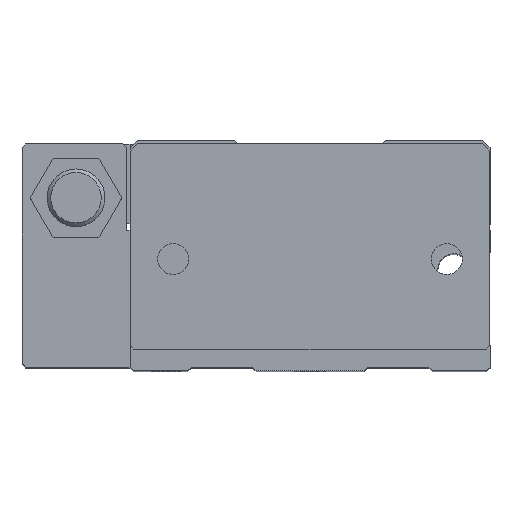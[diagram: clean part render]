
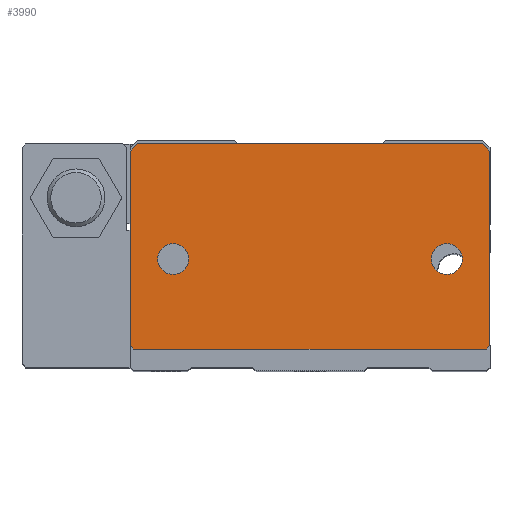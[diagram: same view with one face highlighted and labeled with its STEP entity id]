
A CAD part, top view. The second image highlights one B-rep face of the part: STEP entity #3990.
In plain terms, the highlighted planar face has unit normal (0, 0, 1).
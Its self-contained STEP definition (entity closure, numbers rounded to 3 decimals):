
#86=FACE_BOUND('',#541,.T.);
#87=FACE_BOUND('',#542,.T.);
#142=CIRCLE('',#4265,2.15);
#143=CIRCLE('',#4266,2.15);
#144=CIRCLE('',#4268,2.15);
#145=CIRCLE('',#4269,2.15);
#311=FACE_OUTER_BOUND('',#540,.T.);
#540=EDGE_LOOP('',(#2984,#2985,#2986,#2987,#2988,#2989,#2990,#2991,#2992,
#2993,#2994,#2995,#2996,#2997));
#541=EDGE_LOOP('',(#2998,#2999));
#542=EDGE_LOOP('',(#3000,#3001));
#830=LINE('',#5986,#1279);
#833=LINE('',#5991,#1282);
#836=LINE('',#5998,#1285);
#840=LINE('',#6009,#1289);
#841=LINE('',#6012,#1290);
#846=LINE('',#6021,#1295);
#847=LINE('',#6025,#1296);
#853=LINE('',#6048,#1302);
#870=LINE('',#6110,#1319);
#873=LINE('',#6116,#1322);
#875=LINE('',#6119,#1324);
#876=LINE('',#6123,#1325);
#879=LINE('',#6127,#1328);
#880=LINE('',#6129,#1329);
#1279=VECTOR('',#4785,1000.);
#1282=VECTOR('',#4790,1000.);
#1285=VECTOR('',#4795,1000.);
#1289=VECTOR('',#4807,1000.);
#1290=VECTOR('',#4810,1000.);
#1295=VECTOR('',#4819,1000.);
#1296=VECTOR('',#4824,1000.);
#1302=VECTOR('',#4852,1000.);
#1319=VECTOR('',#4929,1000.);
#1322=VECTOR('',#4934,1000.);
#1324=VECTOR('',#4938,1000.);
#1325=VECTOR('',#4941,1000.);
#1328=VECTOR('',#4946,1000.);
#1329=VECTOR('',#4949,1000.);
#1719=VERTEX_POINT('',#5983);
#1720=VERTEX_POINT('',#5985);
#1721=VERTEX_POINT('',#5989);
#1723=VERTEX_POINT('',#5995);
#1724=VERTEX_POINT('',#5997);
#1727=VERTEX_POINT('',#6007);
#1728=VERTEX_POINT('',#6011);
#1730=VERTEX_POINT('',#6019);
#1731=VERTEX_POINT('',#6024);
#1734=VERTEX_POINT('',#6036);
#1735=VERTEX_POINT('',#6038);
#1736=VERTEX_POINT('',#6042);
#1737=VERTEX_POINT('',#6044);
#1752=VERTEX_POINT('',#6109);
#1753=VERTEX_POINT('',#6113);
#1754=VERTEX_POINT('',#6115);
#1755=VERTEX_POINT('',#6121);
#1756=VERTEX_POINT('',#6122);
#2151=EDGE_CURVE('',#1719,#1720,#830,.T.);
#2154=EDGE_CURVE('',#1720,#1721,#833,.T.);
#2157=EDGE_CURVE('',#1723,#1724,#836,.T.);
#2163=EDGE_CURVE('',#1719,#1727,#840,.T.);
#2164=EDGE_CURVE('',#1727,#1728,#841,.T.);
#2169=EDGE_CURVE('',#1724,#1730,#846,.T.);
#2170=EDGE_CURVE('',#1731,#1730,#847,.T.);
#2177=EDGE_CURVE('',#1734,#1735,#142,.T.);
#2178=EDGE_CURVE('',#1735,#1734,#143,.T.);
#2180=EDGE_CURVE('',#1736,#1737,#144,.T.);
#2181=EDGE_CURVE('',#1737,#1736,#145,.T.);
#2182=EDGE_CURVE('',#1728,#1731,#853,.T.);
#2211=EDGE_CURVE('',#1752,#1721,#870,.T.);
#2214=EDGE_CURVE('',#1753,#1754,#873,.T.);
#2216=EDGE_CURVE('',#1753,#1752,#875,.T.);
#2217=EDGE_CURVE('',#1755,#1756,#876,.T.);
#2220=EDGE_CURVE('',#1754,#1756,#879,.T.);
#2221=EDGE_CURVE('',#1723,#1755,#880,.T.);
#2984=ORIENTED_EDGE('',*,*,#2216,.T.);
#2985=ORIENTED_EDGE('',*,*,#2211,.T.);
#2986=ORIENTED_EDGE('',*,*,#2154,.F.);
#2987=ORIENTED_EDGE('',*,*,#2151,.F.);
#2988=ORIENTED_EDGE('',*,*,#2163,.T.);
#2989=ORIENTED_EDGE('',*,*,#2164,.T.);
#2990=ORIENTED_EDGE('',*,*,#2182,.T.);
#2991=ORIENTED_EDGE('',*,*,#2170,.T.);
#2992=ORIENTED_EDGE('',*,*,#2169,.F.);
#2993=ORIENTED_EDGE('',*,*,#2157,.F.);
#2994=ORIENTED_EDGE('',*,*,#2221,.T.);
#2995=ORIENTED_EDGE('',*,*,#2217,.T.);
#2996=ORIENTED_EDGE('',*,*,#2220,.F.);
#2997=ORIENTED_EDGE('',*,*,#2214,.F.);
#2998=ORIENTED_EDGE('',*,*,#2181,.F.);
#2999=ORIENTED_EDGE('',*,*,#2180,.F.);
#3000=ORIENTED_EDGE('',*,*,#2178,.F.);
#3001=ORIENTED_EDGE('',*,*,#2177,.F.);
#3805=PLANE('',#4305);
#3990=ADVANCED_FACE('',(#311,#86,#87),#3805,.T.);
#4265=AXIS2_PLACEMENT_3D('',#6039,#4839,#4840);
#4266=AXIS2_PLACEMENT_3D('',#6040,#4841,#4842);
#4268=AXIS2_PLACEMENT_3D('',#6045,#4846,#4847);
#4269=AXIS2_PLACEMENT_3D('',#6046,#4848,#4849);
#4305=AXIS2_PLACEMENT_3D('',#6128,#4947,#4948);
#4785=DIRECTION('',(0.,1.,0.));
#4790=DIRECTION('',(-1.,0.,0.));
#4795=DIRECTION('',(0.,-1.,0.));
#4807=DIRECTION('',(-1.,0.,0.));
#4810=DIRECTION('',(0.707,-0.707,0.));
#4819=DIRECTION('',(1.,0.,0.));
#4824=DIRECTION('',(0.707,0.707,0.));
#4839=DIRECTION('center_axis',(0.,0.,1.));
#4840=DIRECTION('ref_axis',(1.,0.,0.));
#4841=DIRECTION('center_axis',(0.,0.,1.));
#4842=DIRECTION('ref_axis',(1.,0.,0.));
#4846=DIRECTION('center_axis',(0.,0.,1.));
#4847=DIRECTION('ref_axis',(1.,0.,0.));
#4848=DIRECTION('center_axis',(0.,0.,1.));
#4849=DIRECTION('ref_axis',(1.,0.,0.));
#4852=DIRECTION('',(1.,0.,0.));
#4929=DIRECTION('',(-0.707,-0.707,0.));
#4934=DIRECTION('',(1.,0.,0.));
#4938=DIRECTION('',(0.,1.,0.));
#4941=DIRECTION('',(-0.707,0.707,0.));
#4946=DIRECTION('',(0.,1.,0.));
#4947=DIRECTION('center_axis',(0.,0.,1.));
#4948=DIRECTION('ref_axis',(1.,0.,0.));
#4949=DIRECTION('',(1.,0.,0.));
#5983=CARTESIAN_POINT('',(-24.999,0.5,0.));
#5985=CARTESIAN_POINT('',(-24.999,27.5,0.));
#5986=CARTESIAN_POINT('',(-24.999,27.5,0.));
#5989=CARTESIAN_POINT('',(-25.,27.5,0.));
#5991=CARTESIAN_POINT('',(-24.999,27.5,0.));
#5995=CARTESIAN_POINT('',(24.999,27.5,0.));
#5997=CARTESIAN_POINT('',(24.999,0.5,0.));
#5998=CARTESIAN_POINT('',(24.999,27.5,0.));
#6007=CARTESIAN_POINT('',(-25.,0.5,0.));
#6009=CARTESIAN_POINT('',(-24.999,0.5,0.));
#6011=CARTESIAN_POINT('',(-24.5,0.,0.));
#6012=CARTESIAN_POINT('',(-25.,0.5,0.));
#6019=CARTESIAN_POINT('',(25.,0.5,0.));
#6021=CARTESIAN_POINT('',(24.999,0.5,0.));
#6024=CARTESIAN_POINT('',(24.5,0.,0.));
#6025=CARTESIAN_POINT('',(24.5,0.,0.));
#6036=CARTESIAN_POINT('',(16.85,12.5,0.));
#6038=CARTESIAN_POINT('',(21.15,12.5,0.));
#6039=CARTESIAN_POINT('Origin',(19.,12.5,0.));
#6040=CARTESIAN_POINT('Origin',(19.,12.5,0.));
#6042=CARTESIAN_POINT('',(-21.15,12.5,0.));
#6044=CARTESIAN_POINT('',(-16.85,12.5,0.));
#6045=CARTESIAN_POINT('Origin',(-19.,12.5,0.));
#6046=CARTESIAN_POINT('Origin',(-19.,12.5,0.));
#6048=CARTESIAN_POINT('',(24.5,0.,0.));
#6109=CARTESIAN_POINT('',(-24.,28.5,0.));
#6110=CARTESIAN_POINT('',(-24.,28.5,0.));
#6113=CARTESIAN_POINT('',(-24.,28.499,0.));
#6115=CARTESIAN_POINT('',(24.,28.499,0.));
#6116=CARTESIAN_POINT('',(-24.,28.499,0.));
#6119=CARTESIAN_POINT('',(-24.,28.499,0.));
#6121=CARTESIAN_POINT('',(25.,27.5,0.));
#6122=CARTESIAN_POINT('',(24.,28.5,0.));
#6123=CARTESIAN_POINT('',(25.,27.5,0.));
#6127=CARTESIAN_POINT('',(24.,28.499,0.));
#6128=CARTESIAN_POINT('Origin',(38.5,14.,0.));
#6129=CARTESIAN_POINT('',(24.999,27.5,0.));
